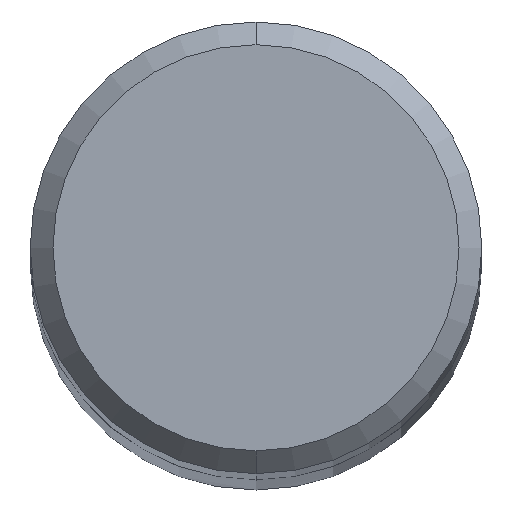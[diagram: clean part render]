
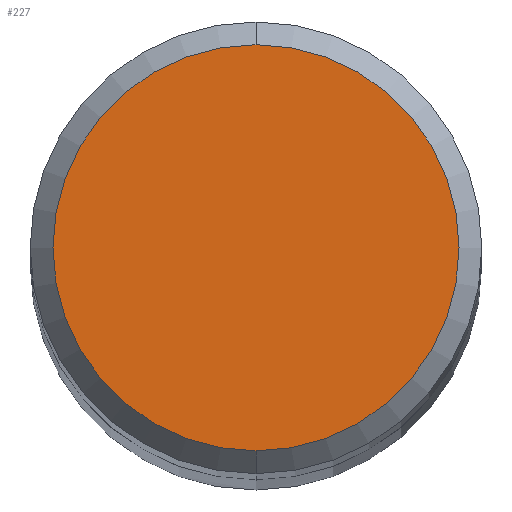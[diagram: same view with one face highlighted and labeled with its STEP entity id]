
A CAD part, top view. The second image highlights one B-rep face of the part: STEP entity #227.
In plain terms, the highlighted planar face has unit normal (0, 0, 1).
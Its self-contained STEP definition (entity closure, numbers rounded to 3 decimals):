
#227=ADVANCED_FACE('',(#495),#496,.T.);
#243=VERTEX_POINT('',#514);
#251=EDGE_CURVE('',#243,#367,#522,.T.);
#269=EDGE_CURVE('',#367,#243,#542,.T.);
#367=VERTEX_POINT('',#647);
#495=FACE_OUTER_BOUND('',#815,.T.);
#496=PLANE('',#816);
#514=CARTESIAN_POINT('',(0.0,5.35,88.0));
#522=CIRCLE('',#846,5.35);
#542=CIRCLE('',#869,5.35);
#647=CARTESIAN_POINT('',(0.,-5.35,88.0));
#815=EDGE_LOOP('',(#1374,#1375));
#816=AXIS2_PLACEMENT_3D('',#1376,#1377,#1378);
#846=AXIS2_PLACEMENT_3D('',#1415,#1416,#1417);
#869=AXIS2_PLACEMENT_3D('',#1440,#1441,#1442);
#1374=ORIENTED_EDGE('',*,*,#251,.F.);
#1375=ORIENTED_EDGE('',*,*,#269,.F.);
#1376=CARTESIAN_POINT('',(0.0,2.675,88.0));
#1377=DIRECTION('',(0.0,0.0,1.0));
#1378=DIRECTION('',(0.0,-1.0,0.0));
#1415=CARTESIAN_POINT('',(0.0,0.0,88.0));
#1416=DIRECTION('',(0.0,0.0,-1.0));
#1417=DIRECTION('',(0.0,1.0,0.0));
#1440=CARTESIAN_POINT('',(0.0,0.0,88.0));
#1441=DIRECTION('',(0.0,0.0,-1.0));
#1442=DIRECTION('',(0.0,1.0,0.0));
